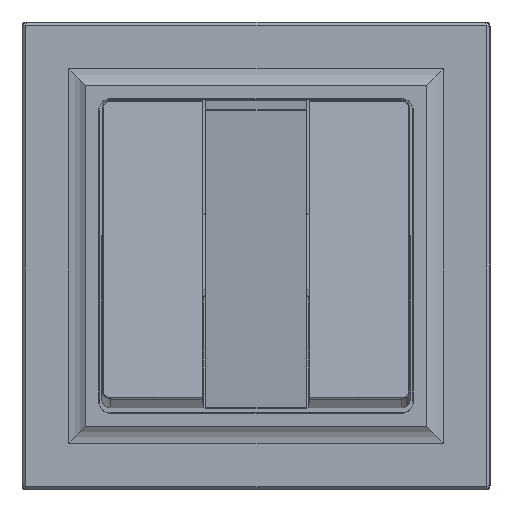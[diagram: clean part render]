
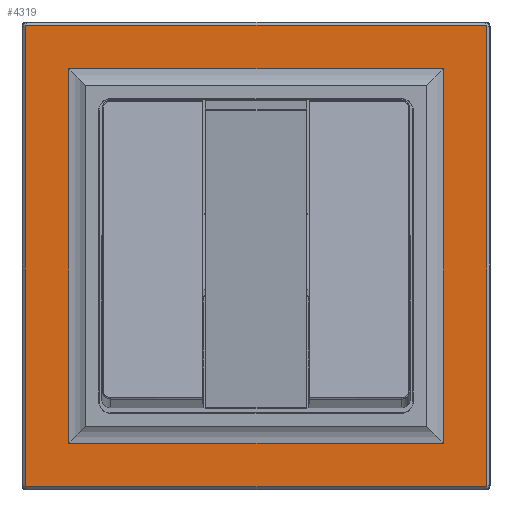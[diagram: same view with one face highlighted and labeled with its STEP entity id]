
A CAD part, top view. The second image highlights one B-rep face of the part: STEP entity #4319.
In plain terms, the highlighted planar face has unit normal (0, 0, 1).
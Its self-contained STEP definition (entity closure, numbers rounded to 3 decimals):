
#55 = AXIS2_PLACEMENT_3D ( 'NONE', #180, #7424, #14671 ) ;
#180 = CARTESIAN_POINT ( 'NONE',  ( 41.201, 42., 0.499 ) ) ;
#203 = VERTEX_POINT ( 'NONE', #10970 ) ;
#338 = PLANE ( 'NONE',  #55 ) ;
#443 = EDGE_LOOP ( 'NONE', ( #12413, #2877, #6070, #15536 ) ) ;
#506 = CARTESIAN_POINT ( 'NONE',  ( 82.675, 83.201, 0.499 ) ) ;
#534 = CARTESIAN_POINT ( 'NONE',  ( 74.844, 12.357, 0.499 ) ) ;
#735 = B_SPLINE_CURVE_WITH_KNOTS ( 'NONE', 3,
 ( #506, #2890, #11333, #1462, #4177, #8860 ),
 .UNSPECIFIED., .F., .F.,
 ( 4, 2, 4 ),
 ( 0., 0.5, 1. ),
 .UNSPECIFIED. ) ;
#850 = VERTEX_POINT ( 'NONE', #13241 ) ;
#958 = VERTEX_POINT ( 'NONE', #12587 ) ;
#1227 = VECTOR ( 'NONE', #11600, 1000. ) ;
#1262 = DIRECTION ( 'NONE',  ( 1., 0., 0. ) ) ;
#1349 = CARTESIAN_POINT ( 'NONE',  ( 82.474, 0.526, 0.499 ) ) ;
#1462 = CARTESIAN_POINT ( 'NONE',  ( 82.544, 83.444, 0.499 ) ) ;
#1549 = CARTESIAN_POINT ( 'NONE',  ( -0.072, 0.526, 0.499 ) ) ;
#1897 = CARTESIAN_POINT ( 'NONE',  ( 0., 0.526, 0.499 ) ) ;
#1965 = VERTEX_POINT ( 'NONE', #12481 ) ;
#2132 = DIRECTION ( 'NONE',  ( 1., 0., 0. ) ) ;
#2188 = B_SPLINE_CURVE_WITH_KNOTS ( 'NONE', 3,
 ( #12534, #5053, #7599, #13499, #1549, #12228 ),
 .UNSPECIFIED., .F., .F.,
 ( 4, 2, 4 ),
 ( 0., 0.5, 1. ),
 .UNSPECIFIED. ) ;
#2212 = CARTESIAN_POINT ( 'NONE',  ( -0.273, 83.201, 0.499 ) ) ;
#2246 = CARTESIAN_POINT ( 'NONE',  ( -0.273, 42., 0.499 ) ) ;
#2479 = CARTESIAN_POINT ( 'NONE',  ( 41.201, 83.474, 0.499 ) ) ;
#2489 = DIRECTION ( 'NONE',  ( -1., 0., 0. ) ) ;
#2877 = ORIENTED_EDGE ( 'NONE', *, *, #5809, .T. ) ;
#2890 = CARTESIAN_POINT ( 'NONE',  ( 82.675, 83.273, 0.499 ) ) ;
#3024 = VECTOR ( 'NONE', #2132, 1000. ) ;
#3097 = DIRECTION ( 'NONE',  ( 0., 1., 0. ) ) ;
#3378 = VERTEX_POINT ( 'NONE', #1897 ) ;
#3493 = VERTEX_POINT ( 'NONE', #9622 ) ;
#3594 = CARTESIAN_POINT ( 'NONE',  ( 82.402, 83.474, 0.499 ) ) ;
#3873 = VERTEX_POINT ( 'NONE', #4830 ) ;
#3875 = VERTEX_POINT ( 'NONE', #8718 ) ;
#3903 = VECTOR ( 'NONE', #15720, 1000. ) ;
#3976 = CARTESIAN_POINT ( 'NONE',  ( 82.402, 0.526, 0.499 ) ) ;
#4153 = VECTOR ( 'NONE', #2489, 1000. ) ;
#4177 = CARTESIAN_POINT ( 'NONE',  ( 82.474, 83.474, 0.499 ) ) ;
#4319 = ADVANCED_FACE ( 'NONE', ( #5030, #9816 ), #338, .T. ) ;
#4830 = CARTESIAN_POINT ( 'NONE',  ( 82.675, 0.799, 0.499 ) ) ;
#4921 = CARTESIAN_POINT ( 'NONE',  ( 70.844, 75.643, 0.499 ) ) ;
#4938 = VERTEX_POINT ( 'NONE', #2212 ) ;
#4957 = CARTESIAN_POINT ( 'NONE',  ( 82.402, 0.526, 0.499 ) ) ;
#5027 = CARTESIAN_POINT ( 'NONE',  ( -0.243, 83.343, 0.499 ) ) ;
#5030 = FACE_BOUND ( 'NONE', #443, .T. ) ;
#5053 = CARTESIAN_POINT ( 'NONE',  ( -0.273, 0.727, 0.499 ) ) ;
#5462 = EDGE_CURVE ( 'NONE', #203, #11682, #735, .T. ) ;
#5712 = EDGE_CURVE ( 'NONE', #3493, #7470, #6148, .T. ) ;
#5750 = VECTOR ( 'NONE', #3097, 1000. ) ;
#5809 = EDGE_CURVE ( 'NONE', #7470, #850, #10858, .T. ) ;
#5867 = EDGE_CURVE ( 'NONE', #1965, #4938, #14728, .T. ) ;
#6070 = ORIENTED_EDGE ( 'NONE', *, *, #14224, .T. ) ;
#6148 = LINE ( 'NONE', #14591, #4153 ) ;
#6330 = EDGE_LOOP ( 'NONE', ( #9281, #12802, #15038, #7957, #13134, #15202, #6736, #7945 ) ) ;
#6435 = CARTESIAN_POINT ( 'NONE',  ( 82.646, 0.657, 0.499 ) ) ;
#6736 = ORIENTED_EDGE ( 'NONE', *, *, #7896, .T. ) ;
#7424 = DIRECTION ( 'NONE',  ( 0., 0., 1. ) ) ;
#7470 = VERTEX_POINT ( 'NONE', #14401 ) ;
#7494 = CARTESIAN_POINT ( 'NONE',  ( 0., 83.474, 0.499 ) ) ;
#7599 = CARTESIAN_POINT ( 'NONE',  ( -0.243, 0.657, 0.499 ) ) ;
#7707 = EDGE_CURVE ( 'NONE', #3875, #3493, #11440, .T. ) ;
#7800 = CARTESIAN_POINT ( 'NONE',  ( 82.675, 0.727, 0.499 ) ) ;
#7896 = EDGE_CURVE ( 'NONE', #958, #3378, #2188, .T. ) ;
#7945 = ORIENTED_EDGE ( 'NONE', *, *, #8309, .T. ) ;
#7957 = ORIENTED_EDGE ( 'NONE', *, *, #8196, .T. ) ;
#8186 = LINE ( 'NONE', #13031, #3024 ) ;
#8196 = EDGE_CURVE ( 'NONE', #11682, #1965, #9804, .T. ) ;
#8309 = EDGE_CURVE ( 'NONE', #3378, #13597, #8186, .T. ) ;
#8623 = CARTESIAN_POINT ( 'NONE',  ( 7.558, 71.643, 0.499 ) ) ;
#8693 = CARTESIAN_POINT ( 'NONE',  ( -0.072, 83.474, 0.499 ) ) ;
#8718 = CARTESIAN_POINT ( 'NONE',  ( 74.844, 75.643, 0.499 ) ) ;
#8860 = CARTESIAN_POINT ( 'NONE',  ( 82.402, 83.474, 0.499 ) ) ;
#9281 = ORIENTED_EDGE ( 'NONE', *, *, #12926, .T. ) ;
#9391 = CARTESIAN_POINT ( 'NONE',  ( 82.675, 42., 0.499 ) ) ;
#9622 = CARTESIAN_POINT ( 'NONE',  ( 74.844, 8.357, 0.499 ) ) ;
#9627 = LINE ( 'NONE', #4921, #11328 ) ;
#9804 = LINE ( 'NONE', #2479, #14448 ) ;
#9816 = FACE_OUTER_BOUND ( 'NONE', #6330, .T. ) ;
#10628 = B_SPLINE_CURVE_WITH_KNOTS ( 'NONE', 3,
 ( #3976, #1349, #12485, #6435, #7800, #12649 ),
 .UNSPECIFIED., .F., .F.,
 ( 4, 2, 4 ),
 ( 0., 0.5, 1. ),
 .UNSPECIFIED. ) ;
#10765 = DIRECTION ( 'NONE',  ( -1., 0., 0. ) ) ;
#10858 = LINE ( 'NONE', #8623, #3903 ) ;
#10970 = CARTESIAN_POINT ( 'NONE',  ( 82.675, 83.201, 0.499 ) ) ;
#11234 = CARTESIAN_POINT ( 'NONE',  ( -0.273, 83.273, 0.499 ) ) ;
#11328 = VECTOR ( 'NONE', #1262, 1000. ) ;
#11333 = CARTESIAN_POINT ( 'NONE',  ( 82.646, 83.343, 0.499 ) ) ;
#11440 = LINE ( 'NONE', #534, #1227 ) ;
#11600 = DIRECTION ( 'NONE',  ( 0., -1., 0. ) ) ;
#11682 = VERTEX_POINT ( 'NONE', #3594 ) ;
#11799 = LINE ( 'NONE', #2246, #13976 ) ;
#12228 = CARTESIAN_POINT ( 'NONE',  ( 0., 0.526, 0.499 ) ) ;
#12413 = ORIENTED_EDGE ( 'NONE', *, *, #5712, .T. ) ;
#12481 = CARTESIAN_POINT ( 'NONE',  ( 0., 83.474, 0.499 ) ) ;
#12485 = CARTESIAN_POINT ( 'NONE',  ( 82.544, 0.555, 0.499 ) ) ;
#12534 = CARTESIAN_POINT ( 'NONE',  ( -0.273, 0.799, 0.499 ) ) ;
#12584 = CARTESIAN_POINT ( 'NONE',  ( -0.142, 83.444, 0.499 ) ) ;
#12587 = CARTESIAN_POINT ( 'NONE',  ( -0.273, 0.799, 0.499 ) ) ;
#12649 = CARTESIAN_POINT ( 'NONE',  ( 82.675, 0.799, 0.499 ) ) ;
#12802 = ORIENTED_EDGE ( 'NONE', *, *, #14055, .T. ) ;
#12926 = EDGE_CURVE ( 'NONE', #13597, #3873, #10628, .T. ) ;
#13031 = CARTESIAN_POINT ( 'NONE',  ( 41.201, 0.526, 0.499 ) ) ;
#13134 = ORIENTED_EDGE ( 'NONE', *, *, #5867, .T. ) ;
#13241 = CARTESIAN_POINT ( 'NONE',  ( 7.558, 75.643, 0.499 ) ) ;
#13499 = CARTESIAN_POINT ( 'NONE',  ( -0.142, 0.555, 0.499 ) ) ;
#13597 = VERTEX_POINT ( 'NONE', #4957 ) ;
#13697 = CARTESIAN_POINT ( 'NONE',  ( -0.273, 83.201, 0.499 ) ) ;
#13976 = VECTOR ( 'NONE', #14261, 1000. ) ;
#14011 = LINE ( 'NONE', #9391, #5750 ) ;
#14055 = EDGE_CURVE ( 'NONE', #3873, #203, #14011, .T. ) ;
#14224 = EDGE_CURVE ( 'NONE', #850, #3875, #9627, .T. ) ;
#14261 = DIRECTION ( 'NONE',  ( 0., -1., 0. ) ) ;
#14401 = CARTESIAN_POINT ( 'NONE',  ( 7.558, 8.357, 0.499 ) ) ;
#14448 = VECTOR ( 'NONE', #10765, 1000. ) ;
#14591 = CARTESIAN_POINT ( 'NONE',  ( 11.559, 8.357, 0.499 ) ) ;
#14671 = DIRECTION ( 'NONE',  ( 1., 0., 0. ) ) ;
#14728 = B_SPLINE_CURVE_WITH_KNOTS ( 'NONE', 3,
 ( #7494, #8693, #12584, #5027, #11234, #13697 ),
 .UNSPECIFIED., .F., .F.,
 ( 4, 2, 4 ),
 ( 0., 0.5, 1. ),
 .UNSPECIFIED. ) ;
#15038 = ORIENTED_EDGE ( 'NONE', *, *, #5462, .T. ) ;
#15202 = ORIENTED_EDGE ( 'NONE', *, *, #15428, .T. ) ;
#15428 = EDGE_CURVE ( 'NONE', #4938, #958, #11799, .T. ) ;
#15536 = ORIENTED_EDGE ( 'NONE', *, *, #7707, .T. ) ;
#15720 = DIRECTION ( 'NONE',  ( 0., 1., 0. ) ) ;
